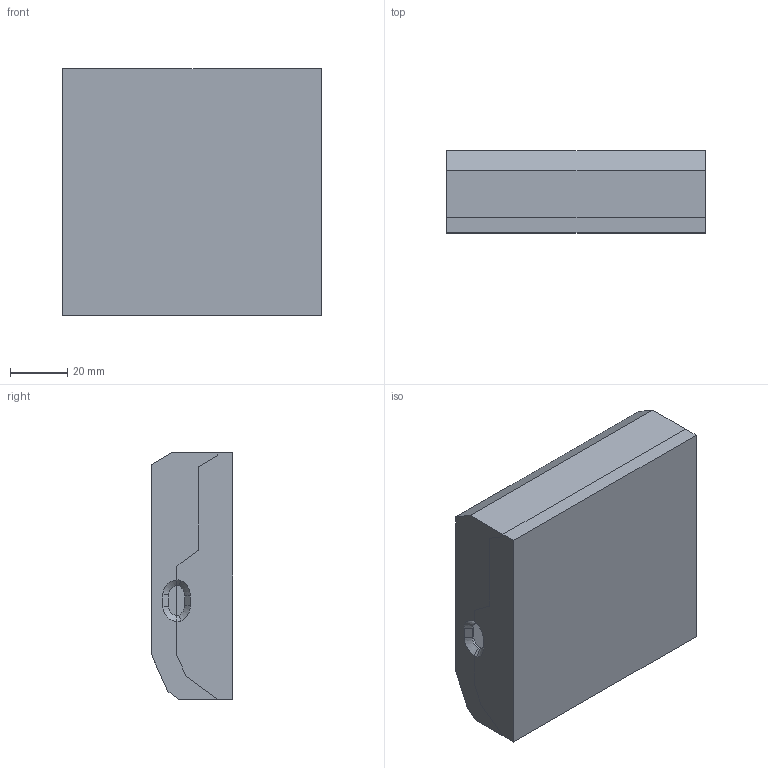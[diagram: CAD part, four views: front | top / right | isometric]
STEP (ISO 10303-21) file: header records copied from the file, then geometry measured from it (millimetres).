
FILE_DESCRIPTION(/* description */ (''),/* implementation_level */ '2;1');
FILE_NAME(/* name */ 'V2-glowworm-case.stp',/* time_stamp */ '2025-12-20T17:51:33Z',/* author */ ('iwheard'),/* organization */ (''),/* preprocessor_version */ 'ST-DEVELOPER v20',/* originating_system */ 'Autodesk Inventor 2024',/* authorisation */ '');
FILE_SCHEMA (('AUTOMOTIVE_DESIGN { 1 0 10303 214 3 1 1 }'));
Length unit declared in the file: millimetre
Products named in the file (1): V2-glowworm-CAD
Bounding box: 90.15 x 28.54 x 86.15 mm (x, y, z)
Volume: 42476.1 mm3; surface area: 47455.4 mm2
Topology: 2 solids, 2 shells, 516 faces, 1402 edges, 927 vertices
Faces by surface type: plane 326, bspline 139, cylinder 31, cone 17, torus 3
Full cylindrical faces by diameter (mm): 1.7 x4, 4 x4, 7.36 x1
Entity records: 17294 total; most frequent: CARTESIAN_POINT 4773, ORIENTED_EDGE 2804, DIRECTION 1953, EDGE_CURVE 1402, LINE 1013, VECTOR 1013, VERTEX_POINT 926, EDGE_LOOP 558
